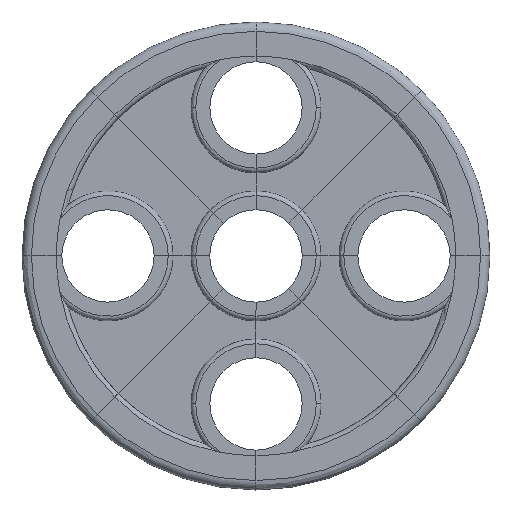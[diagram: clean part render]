
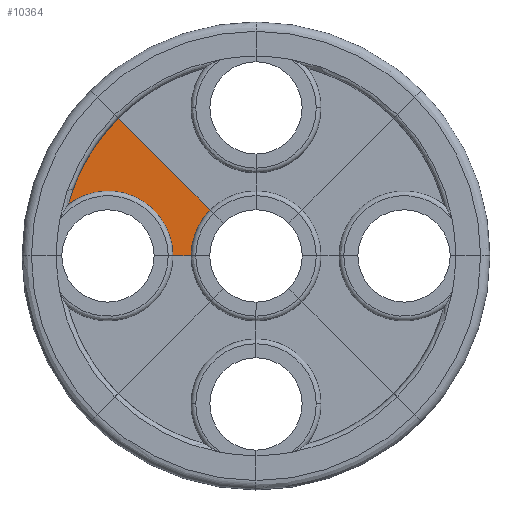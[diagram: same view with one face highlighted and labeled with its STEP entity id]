
A CAD part, top view. The second image highlights one B-rep face of the part: STEP entity #10364.
In plain terms, the highlighted free-form (B-spline) face has degree [1, 2] with [2, 3] control points.
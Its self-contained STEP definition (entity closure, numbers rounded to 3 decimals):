
#601=CARTESIAN_POINT('',(-14.68,14.68,1.05));
#602=VERTEX_POINT('',#601);
#624=CARTESIAN_POINT('',(-18.081,10.201,1.05));
#625=VERTEX_POINT('',#624);
#634=CARTESIAN_POINT('',(0.,0.,1.05));
#635=DIRECTION('',(0.,0.,1.0));
#636=DIRECTION('',(-0.707,0.707,0.));
#637=AXIS2_PLACEMENT_3D('',#634,#635,#636);
#638=CIRCLE('',#637,20.76);
#639=EDGE_CURVE('',#602,#625,#638,.T.);
#659=CARTESIAN_POINT('',(-5.594,4.081,1.05));
#660=VERTEX_POINT('',#659);
#676=CARTESIAN_POINT('',(-4.897,4.897,1.05));
#677=VERTEX_POINT('',#676);
#684=CARTESIAN_POINT('',(0.,0.,1.05));
#685=DIRECTION('',(0.0,0.0,-1.0));
#686=DIRECTION('',(-1.0,0.0,0.0));
#687=AXIS2_PLACEMENT_3D('',#684,#685,#686);
#688=CIRCLE('',#687,6.925);
#689=EDGE_CURVE('',#660,#677,#688,.T.);
#701=CARTESIAN_POINT('',(-17.233,6.773,1.05));
#702=VERTEX_POINT('',#701);
#718=CARTESIAN_POINT('',(-8.867,0.0,1.05));
#719=VERTEX_POINT('',#718);
#726=CARTESIAN_POINT('',(-15.792,0.,1.05));
#727=DIRECTION('',(0.0,0.0,1.0));
#728=DIRECTION('',(1.0,0.0,0.0));
#729=AXIS2_PLACEMENT_3D('',#726,#727,#728);
#730=CIRCLE('',#729,6.925);
#731=EDGE_CURVE('',#719,#702,#730,.T.);
#919=CARTESIAN_POINT('',(-6.925,0.0,1.05));
#920=VERTEX_POINT('',#919);
#9531=CARTESIAN_POINT('',(-8.867,0.0,1.05));
#9532=DIRECTION('',(1.0,0.0,0.0));
#9533=VECTOR('',#9532,1.942);
#9534=LINE('',#9531,#9533);
#9535=EDGE_CURVE('',#719,#920,#9534,.T.);
#10279=CARTESIAN_POINT('',(-20.023,5.482,1.05));
#10280=VERTEX_POINT('',#10279);
#10281=CARTESIAN_POINT('',(-15.792,0.,1.05));
#10282=DIRECTION('',(0.0,0.0,1.0));
#10283=DIRECTION('',(1.0,0.0,0.0));
#10284=AXIS2_PLACEMENT_3D('',#10281,#10282,#10283);
#10285=CIRCLE('',#10284,6.925);
#10286=EDGE_CURVE('',#702,#10280,#10285,.T.);
#10323=CARTESIAN_POINT('',(-4.897,4.897,1.05));
#10324=CARTESIAN_POINT('',(-14.68,14.68,1.05));
#10325=CARTESIAN_POINT('',(-6.925,2.868,1.05));
#10326=CARTESIAN_POINT('',(-20.76,8.599,1.05));
#10327=CARTESIAN_POINT('',(-6.925,0.0,1.05));
#10328=CARTESIAN_POINT('',(-20.76,0.0,1.05));
#10336=(BOUNDED_SURFACE()B_SPLINE_SURFACE(1,2,((#10323,#10325,#10327),(#10324,#10326,#10328)),.UNSPECIFIED.,.F.,.F.,.U.)GEOMETRIC_REPRESENTATION_ITEM()QUASI_UNIFORM_SURFACE()RATIONAL_B_SPLINE_SURFACE(((1.0,0.924,1.0),(1.0,0.924,1.0)))REPRESENTATION_ITEM('')SURFACE());
#10337=ORIENTED_EDGE('',*,*,#731,.F.);
#10338=ORIENTED_EDGE('',*,*,#9535,.T.);
#10339=CARTESIAN_POINT('',(0.,0.,1.05));
#10340=DIRECTION('',(0.0,0.0,-1.0));
#10341=DIRECTION('',(-1.0,0.0,0.0));
#10342=AXIS2_PLACEMENT_3D('',#10339,#10340,#10341);
#10343=CIRCLE('',#10342,6.925);
#10344=EDGE_CURVE('',#920,#660,#10343,.T.);
#10345=ORIENTED_EDGE('',*,*,#10344,.T.);
#10346=ORIENTED_EDGE('',*,*,#689,.T.);
#10347=CARTESIAN_POINT('',(-4.897,4.897,1.05));
#10348=DIRECTION('',(-0.707,0.707,0.));
#10349=VECTOR('',#10348,13.835);
#10350=LINE('',#10347,#10349);
#10351=EDGE_CURVE('',#677,#602,#10350,.T.);
#10352=ORIENTED_EDGE('',*,*,#10351,.T.);
#10353=ORIENTED_EDGE('',*,*,#639,.T.);
#10354=CARTESIAN_POINT('',(0.,0.,1.05));
#10355=DIRECTION('',(0.,0.,1.0));
#10356=DIRECTION('',(-0.707,0.707,0.));
#10357=AXIS2_PLACEMENT_3D('',#10354,#10355,#10356);
#10358=CIRCLE('',#10357,20.76);
#10359=EDGE_CURVE('',#625,#10280,#10358,.T.);
#10360=ORIENTED_EDGE('',*,*,#10359,.T.);
#10361=ORIENTED_EDGE('',*,*,#10286,.F.);
#10362=EDGE_LOOP('',(#10337,#10338,#10345,#10346,#10352,#10353,#10360,#10361));
#10363=FACE_OUTER_BOUND('',#10362,.T.);
#10364=ADVANCED_FACE('',(#10363),#10336,.T.);
